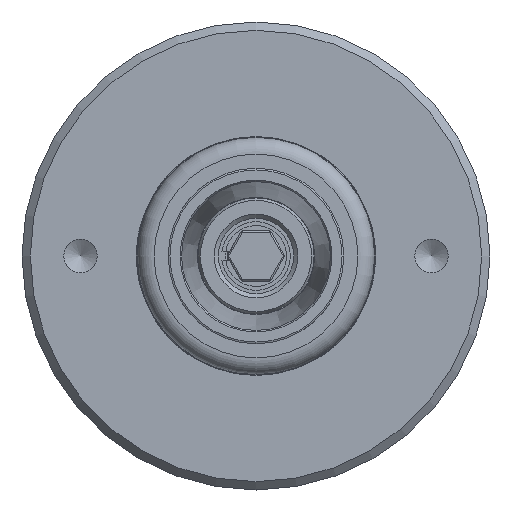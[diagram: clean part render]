
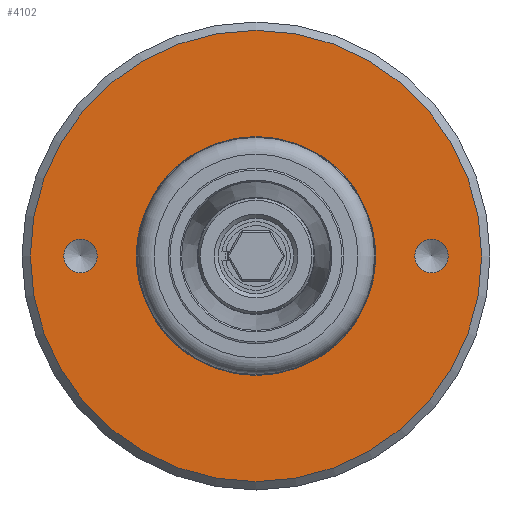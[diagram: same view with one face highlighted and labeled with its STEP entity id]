
A CAD part, left-side view. The second image highlights one B-rep face of the part: STEP entity #4102.
In plain terms, the highlighted planar face has unit normal (-1, 0, 0).
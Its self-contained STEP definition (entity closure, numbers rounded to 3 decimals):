
#1062=FACE_BOUND('',#1308,.T.);
#1063=FACE_BOUND('',#1309,.T.);
#1064=FACE_BOUND('',#1310,.T.);
#1065=FACE_BOUND('',#1311,.T.);
#1308=EDGE_LOOP('',(#2864));
#1309=EDGE_LOOP('',(#2865));
#1310=EDGE_LOOP('',(#2866));
#1311=EDGE_LOOP('',(#2867));
#1684=CIRCLE('',#4460,2.);
#1686=CIRCLE('',#4464,2.);
#1688=CIRCLE('',#4468,10.5);
#1689=CIRCLE('',#4470,27.);
#1886=VERTEX_POINT('',#6296);
#1888=VERTEX_POINT('',#6302);
#1890=VERTEX_POINT('',#6308);
#1891=VERTEX_POINT('',#6311);
#2268=EDGE_CURVE('',#1886,#1886,#1684,.T.);
#2270=EDGE_CURVE('',#1888,#1888,#1686,.T.);
#2272=EDGE_CURVE('',#1890,#1890,#1688,.T.);
#2273=EDGE_CURVE('',#1891,#1891,#1689,.T.);
#2864=ORIENTED_EDGE('',*,*,#2268,.T.);
#2865=ORIENTED_EDGE('',*,*,#2270,.T.);
#2866=ORIENTED_EDGE('',*,*,#2273,.F.);
#2867=ORIENTED_EDGE('',*,*,#2272,.T.);
#3651=PLANE('',#4469);
#4102=ADVANCED_FACE('',(#1062,#1063,#1064,#1065),#3651,.T.);
#4460=AXIS2_PLACEMENT_3D('',#6297,#5073,#5074);
#4464=AXIS2_PLACEMENT_3D('',#6303,#5081,#5082);
#4468=AXIS2_PLACEMENT_3D('',#6309,#5089,#5090);
#4469=AXIS2_PLACEMENT_3D('',#6310,#5091,#5092);
#4470=AXIS2_PLACEMENT_3D('',#6312,#5093,#5094);
#5073=DIRECTION('center_axis',(1.,0.,0.));
#5074=DIRECTION('ref_axis',(0.,0.,
1.));
#5081=DIRECTION('center_axis',(1.,0.,0.));
#5082=DIRECTION('ref_axis',(0.,0.,
1.));
#5089=DIRECTION('center_axis',(1.,0.,0.));
#5090=DIRECTION('ref_axis',(0.,1.,0.));
#5091=DIRECTION('center_axis',(-1.,0.,0.));
#5092=DIRECTION('ref_axis',(0.,0.,1.));
#5093=DIRECTION('center_axis',(1.,0.,0.));
#5094=DIRECTION('ref_axis',(0.,1.,0.));
#6296=CARTESIAN_POINT('',(-30.506,21.,2.));
#6297=CARTESIAN_POINT('Origin',(-30.506,21.,0.));
#6302=CARTESIAN_POINT('',(-30.506,-21.,2.));
#6303=CARTESIAN_POINT('Origin',(-30.506,-21.,0.));
#6308=CARTESIAN_POINT('',(-30.506,10.5,0.));
#6309=CARTESIAN_POINT('Origin',(-30.506,0.,
0.));
#6310=CARTESIAN_POINT('Origin',(-30.506,18.75,0.));
#6311=CARTESIAN_POINT('',(-30.506,27.,0.));
#6312=CARTESIAN_POINT('Origin',(-30.506,0.,
0.));
